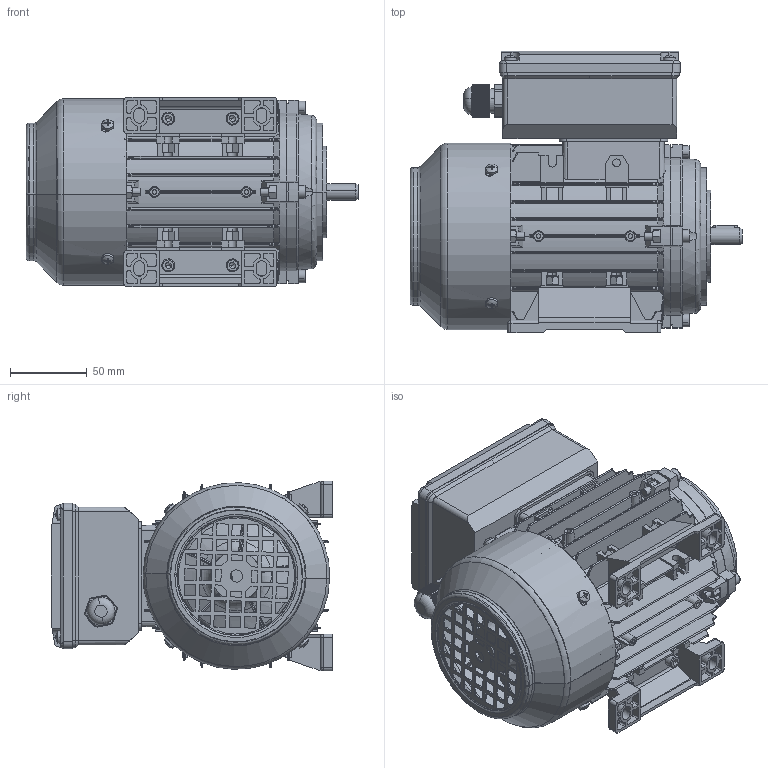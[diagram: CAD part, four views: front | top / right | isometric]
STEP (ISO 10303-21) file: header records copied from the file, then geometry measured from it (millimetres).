
FILE_DESCRIPTION (( 'STEP AP203' ), '1' );
FILE_NAME ('MY2 63 B34 臏源.STEP', '2024-09-05T08:23:32', ( '' ), ( '' ), 'SwSTEP 2.0', 'SolidWorks 2023', '' );
FILE_SCHEMA (( 'CONFIG_CONTROL_DESIGN' ));
Length unit declared in the file: millimetre
Products named in the file (18): TAN63 机壳; plain parallel keys_GB_CONNECTING_PIECE_KEYS_CSK 4X16; hexagon socket head cap screws gb1_GB_FASTENER_SCREWS_HSHCS M5X16-N; MY2 63 B34 铝方; MS63 风叶; TAN63 转轴; hexagon nuts grade c gb_GB_FASTENER_NUT_SNC1 M5-N; hexagon socket head cap screws gb1_GB_FASTENER_SCREWS_HSHCS M5X25-N; TAN63 B14盖; TA63风罩; cross recessed thread forming screws gb_GB_CROSS_SCREWS_TYPE138 M4X10-N; TAN63 后盖; M16x1.5螺套; TAN63 底脚; (MY2 63-71)MY63-71接线盒盖(铝) 方; (MY2 63-71)MY63-71接线盒总成M16 (铝) 方; cross recessed pan head screws gb_GB_CROSS_SCREWS_TYPE1 M4X12-12  H type-N; (MY2 63-71)MY63-71接线盒座(铝) 方
Assembly tree (45 placements, depth 3):
  MY2 63 B34 铝方
    TAN63 机壳
    TAN63 后盖
    MS63 风叶
    TA63风罩
    TAN63 转轴
    cross recessed thread forming screws gb_GB_CROSS_SCREWS_TYPE138 M4X10-N  x4
    plain parallel keys_GB_CONNECTING_PIECE_KEYS_CSK 4X16
    hexagon nuts grade c gb_GB_FASTENER_NUT_SNC1 M5-N  x12
    hexagon socket head cap screws gb1_GB_FASTENER_SCREWS_HSHCS M5X25-N  x8
    TAN63 底脚  x2
    hexagon socket head cap screws gb1_GB_FASTENER_SCREWS_HSHCS M5X16-N  x4
    TAN63 B14盖
    (MY2 63-71)MY63-71接线盒总成M16 (铝) 方
      (MY2 63-71)MY63-71接线盒座(铝) 方
      (MY2 63-71)MY63-71接线盒盖(铝) 方
      cross recessed pan head screws gb_GB_CROSS_SCREWS_TYPE1 M4X12-12  H type-N  x4
      M16x1.5螺套
Bounding box: 217 x 184 x 124 mm (x, y, z)
Volume: 533372.6 mm3; surface area: 446688 mm2
Topology: 44 solids, 44 shells, 4234 faces, 11081 edges, 7006 vertices
Faces by surface type: plane 2066, cylinder 1134, bspline 494, cone 329, torus 175, sphere 36
Entity records: 126458 total; most frequent: CARTESIAN_POINT 40583, ORIENTED_EDGE 18664, DIRECTION 15808, EDGE_CURVE 9332, VERTEX_POINT 5942, AXIS2_PLACEMENT_3D 5536, VECTOR 4736, LINE 4736
